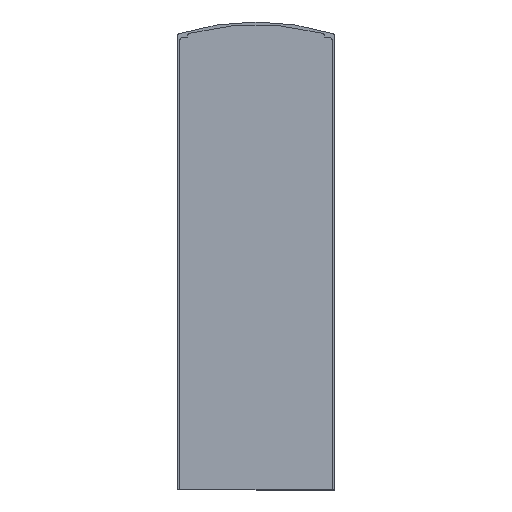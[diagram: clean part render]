
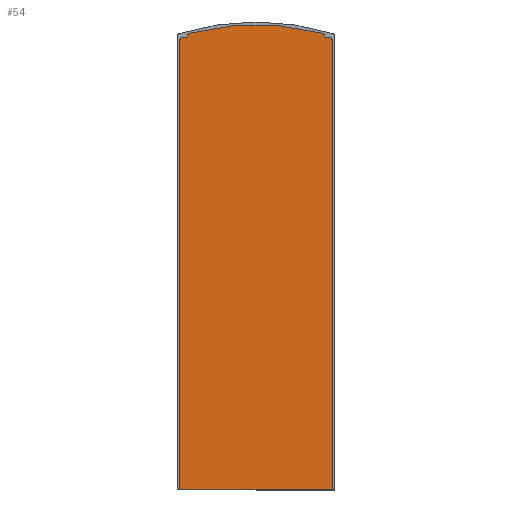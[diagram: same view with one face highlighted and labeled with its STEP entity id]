
A CAD part, top view. The second image highlights one B-rep face of the part: STEP entity #54.
In plain terms, the highlighted planar face has unit normal (0, 0, 1).
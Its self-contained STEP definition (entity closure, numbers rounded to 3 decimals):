
#11 = VERTEX_POINT ( 'NONE', #56 ) ;
#14 = ORIENTED_EDGE ( 'NONE', *, *, #164, .F. ) ;
#22 = CARTESIAN_POINT ( 'NONE',  ( -25.25, 120.691, 2. ) ) ;
#24 = LINE ( 'NONE', #33, #364 ) ;
#25 = DIRECTION ( 'NONE',  ( 0., 0., -1. ) ) ;
#33 = CARTESIAN_POINT ( 'NONE',  ( -28.25, 120., 2. ) ) ;
#34 = EDGE_CURVE ( 'NONE', #199, #241, #262, .T. ) ;
#40 = DIRECTION ( 'NONE',  ( -1., 0., 0. ) ) ;
#47 = AXIS2_PLACEMENT_3D ( 'NONE', #191, #204, #40 ) ;
#54 = ADVANCED_FACE ( 'NONE', ( #487 ), #135, .F. ) ;
#56 = CARTESIAN_POINT ( 'NONE',  ( 25.508, 121.658, 2. ) ) ;
#65 = VERTEX_POINT ( 'NONE', #298 ) ;
#66 = EDGE_CURVE ( 'NONE', #283, #11, #622, .T. ) ;
#67 = VECTOR ( 'NONE', #631, 1000. ) ;
#75 = AXIS2_PLACEMENT_3D ( 'NONE', #677, #168, #173 ) ;
#86 = VERTEX_POINT ( 'NONE', #384 ) ;
#90 = DIRECTION ( 'NONE',  ( 0., -1., 0. ) ) ;
#92 = ORIENTED_EDGE ( 'NONE', *, *, #547, .F. ) ;
#98 = ORIENTED_EDGE ( 'NONE', *, *, #371, .F. ) ;
#106 = AXIS2_PLACEMENT_3D ( 'NONE', #314, #451, #513 ) ;
#113 = CARTESIAN_POINT ( 'NONE',  ( -29.25, 0., 2. ) ) ;
#115 = CIRCLE ( 'NONE', #75, 1. ) ;
#120 = DIRECTION ( 'NONE',  ( -1., 0., 0. ) ) ;
#122 = CARTESIAN_POINT ( 'NONE',  ( 26.25, 120., 2. ) ) ;
#124 = VECTOR ( 'NONE', #335, 1000. ) ;
#125 = CARTESIAN_POINT ( 'NONE',  ( 26.25, 120., 2. ) ) ;
#135 = PLANE ( 'NONE',  #632 ) ;
#144 = CARTESIAN_POINT ( 'NONE',  ( 29.25, -54., 2. ) ) ;
#150 = VERTEX_POINT ( 'NONE', #122 ) ;
#159 = DIRECTION ( 'NONE',  ( 0., 1., 0. ) ) ;
#161 = VECTOR ( 'NONE', #400, 1000. ) ;
#164 = EDGE_CURVE ( 'NONE', #150, #199, #636, .T. ) ;
#168 = DIRECTION ( 'NONE',  ( 0., 0., -1. ) ) ;
#173 = DIRECTION ( 'NONE',  ( -1., 0., 0. ) ) ;
#185 = DIRECTION ( 'NONE',  ( -1., 0., 0. ) ) ;
#189 = EDGE_CURVE ( 'NONE', #86, #150, #662, .T. ) ;
#191 = CARTESIAN_POINT ( 'NONE',  ( 25.25, 120.691, 2. ) ) ;
#199 = VERTEX_POINT ( 'NONE', #354 ) ;
#204 = DIRECTION ( 'NONE',  ( 0., 0., -1. ) ) ;
#223 = DIRECTION ( 'NONE',  ( 0., 0., -1. ) ) ;
#226 = VECTOR ( 'NONE', #90, 1000. ) ;
#232 = ORIENTED_EDGE ( 'NONE', *, *, #189, .F. ) ;
#238 = EDGE_CURVE ( 'NONE', #11, #86, #678, .T. ) ;
#241 = VERTEX_POINT ( 'NONE', #392 ) ;
#246 = CARTESIAN_POINT ( 'NONE',  ( -25.508, 121.658, 2. ) ) ;
#249 = DIRECTION ( 'NONE',  ( 1., 0., 0. ) ) ;
#262 = CIRCLE ( 'NONE', #641, 1. ) ;
#272 = AXIS2_PLACEMENT_3D ( 'NONE', #381, #25, #185 ) ;
#277 = LINE ( 'NONE', #113, #630 ) ;
#283 = VERTEX_POINT ( 'NONE', #246 ) ;
#293 = DIRECTION ( 'NONE',  ( 0., 0., -1. ) ) ;
#298 = CARTESIAN_POINT ( 'NONE',  ( -29.25, -54., 2. ) ) ;
#309 = VERTEX_POINT ( 'NONE', #144 ) ;
#314 = CARTESIAN_POINT ( 'NONE',  ( -28.25, 119., 2. ) ) ;
#319 = ORIENTED_EDGE ( 'NONE', *, *, #402, .F. ) ;
#324 = EDGE_CURVE ( 'NONE', #309, #241, #453, .T. ) ;
#329 = CARTESIAN_POINT ( 'NONE',  ( 28.25, 119., 2. ) ) ;
#331 = VERTEX_POINT ( 'NONE', #607 ) ;
#335 = DIRECTION ( 'NONE',  ( 1., 0., 0. ) ) ;
#354 = CARTESIAN_POINT ( 'NONE',  ( 28.25, 120., 2. ) ) ;
#364 = VECTOR ( 'NONE', #249, 1000. ) ;
#366 = ORIENTED_EDGE ( 'NONE', *, *, #503, .F. ) ;
#370 = VERTEX_POINT ( 'NONE', #673 ) ;
#371 = EDGE_CURVE ( 'NONE', #331, #370, #617, .T. ) ;
#375 = ORIENTED_EDGE ( 'NONE', *, *, #324, .T. ) ;
#377 = CARTESIAN_POINT ( 'NONE',  ( -26.25, 120., 2. ) ) ;
#381 = CARTESIAN_POINT ( 'NONE',  ( 0., 26., 2. ) ) ;
#384 = CARTESIAN_POINT ( 'NONE',  ( 26.25, 120.691, 2. ) ) ;
#390 = CIRCLE ( 'NONE', #106, 1. ) ;
#392 = CARTESIAN_POINT ( 'NONE',  ( 29.25, 119., 2. ) ) ;
#396 = EDGE_CURVE ( 'NONE', #65, #309, #468, .T. ) ;
#400 = DIRECTION ( 'NONE',  ( 0., 1., 0. ) ) ;
#402 = EDGE_CURVE ( 'NONE', #370, #283, #115, .T. ) ;
#411 = DIRECTION ( 'NONE',  ( 1., 0., 0. ) ) ;
#417 = EDGE_CURVE ( 'NONE', #65, #643, #277, .T. ) ;
#426 = VECTOR ( 'NONE', #411, 1000. ) ;
#446 = CARTESIAN_POINT ( 'NONE',  ( -28.25, 120., 2. ) ) ;
#451 = DIRECTION ( 'NONE',  ( 0., 0., -1. ) ) ;
#453 = LINE ( 'NONE', #657, #161 ) ;
#468 = LINE ( 'NONE', #621, #426 ) ;
#469 = ORIENTED_EDGE ( 'NONE', *, *, #417, .F. ) ;
#470 = CARTESIAN_POINT ( 'NONE',  ( -29.25, 119., 2. ) ) ;
#487 = FACE_OUTER_BOUND ( 'NONE', #497, .T. ) ;
#491 = VERTEX_POINT ( 'NONE', #446 ) ;
#493 = DIRECTION ( 'NONE',  ( -1., 0., 0. ) ) ;
#497 = EDGE_LOOP ( 'NONE', ( #319, #98, #92, #366, #469, #586, #375, #659, #14, #232, #615, #573 ) ) ;
#503 = EDGE_CURVE ( 'NONE', #643, #491, #390, .T. ) ;
#513 = DIRECTION ( 'NONE',  ( -1., 0., 0. ) ) ;
#514 = CARTESIAN_POINT ( 'NONE',  ( 26.25, 120.691, 2. ) ) ;
#547 = EDGE_CURVE ( 'NONE', #491, #331, #24, .T. ) ;
#573 = ORIENTED_EDGE ( 'NONE', *, *, #66, .F. ) ;
#586 = ORIENTED_EDGE ( 'NONE', *, *, #396, .T. ) ;
#607 = CARTESIAN_POINT ( 'NONE',  ( -26.25, 120., 2. ) ) ;
#615 = ORIENTED_EDGE ( 'NONE', *, *, #238, .F. ) ;
#617 = LINE ( 'NONE', #377, #67 ) ;
#621 = CARTESIAN_POINT ( 'NONE',  ( -29.25, -54., 2. ) ) ;
#622 = CIRCLE ( 'NONE', #272, 99. ) ;
#630 = VECTOR ( 'NONE', #159, 1000. ) ;
#631 = DIRECTION ( 'NONE',  ( 0., 1., 0. ) ) ;
#632 = AXIS2_PLACEMENT_3D ( 'NONE', #22, #293, #493 ) ;
#636 = LINE ( 'NONE', #125, #124 ) ;
#641 = AXIS2_PLACEMENT_3D ( 'NONE', #329, #223, #120 ) ;
#643 = VERTEX_POINT ( 'NONE', #470 ) ;
#657 = CARTESIAN_POINT ( 'NONE',  ( 29.25, 0., 2. ) ) ;
#659 = ORIENTED_EDGE ( 'NONE', *, *, #34, .F. ) ;
#662 = LINE ( 'NONE', #514, #226 ) ;
#673 = CARTESIAN_POINT ( 'NONE',  ( -26.25, 120.691, 2. ) ) ;
#677 = CARTESIAN_POINT ( 'NONE',  ( -25.25, 120.691, 2. ) ) ;
#678 = CIRCLE ( 'NONE', #47, 1. ) ;
